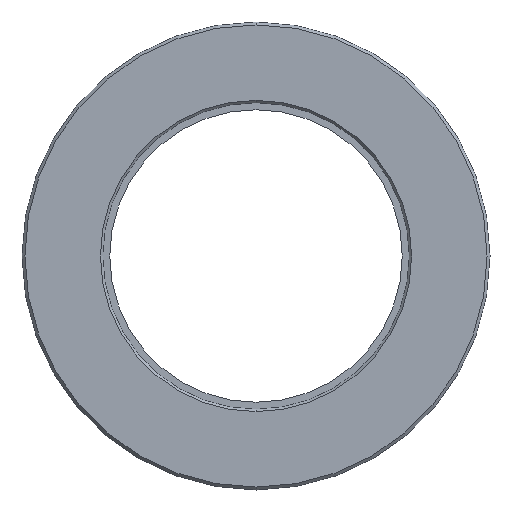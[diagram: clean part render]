
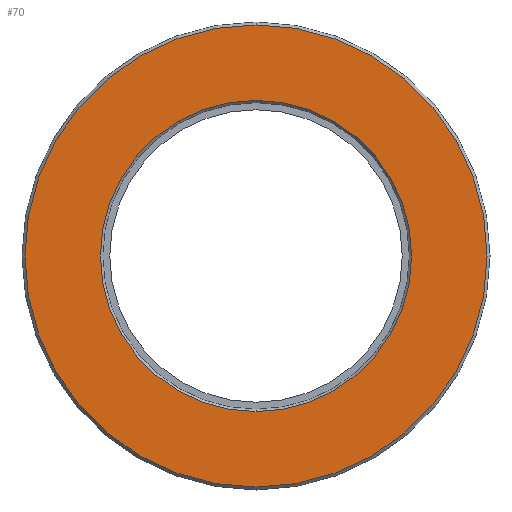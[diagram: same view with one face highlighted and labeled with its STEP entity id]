
A CAD part, front view. The second image highlights one B-rep face of the part: STEP entity #70.
In plain terms, the highlighted planar face has unit normal (0, -1, 0).
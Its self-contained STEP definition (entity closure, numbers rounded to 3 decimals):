
#14 = VERTEX_POINT ( 'NONE', #451 ) ;
#46 = CIRCLE ( 'NONE', #438, 19.75 ) ;
#48 = ORIENTED_EDGE ( 'NONE', *, *, #244, .T. ) ;
#69 = ORIENTED_EDGE ( 'NONE', *, *, #301, .T. ) ;
#70 = ADVANCED_FACE ( 'NONE', ( #105, #313 ), #268, .T. ) ;
#100 = VERTEX_POINT ( 'NONE', #349 ) ;
#105 = FACE_BOUND ( 'NONE', #205, .T. ) ;
#110 = DIRECTION ( 'NONE',  ( 0., 0., -1. ) ) ;
#128 = VERTEX_POINT ( 'NONE', #335 ) ;
#147 = CIRCLE ( 'NONE', #361, 13.3 ) ;
#148 = EDGE_LOOP ( 'NONE', ( #69, #305 ) ) ;
#150 = ORIENTED_EDGE ( 'NONE', *, *, #435, .T. ) ;
#161 = AXIS2_PLACEMENT_3D ( 'NONE', #425, #493, #540 ) ;
#184 = CIRCLE ( 'NONE', #225, 13.3 ) ;
#201 = CARTESIAN_POINT ( 'NONE',  ( 0., 0., 0. ) ) ;
#205 = EDGE_LOOP ( 'NONE', ( #150, #48 ) ) ;
#208 = CARTESIAN_POINT ( 'NONE',  ( 0., 0., -19.75 ) ) ;
#210 = DIRECTION ( 'NONE',  ( 0., -1., 0. ) ) ;
#225 = AXIS2_PLACEMENT_3D ( 'NONE', #201, #481, #241 ) ;
#230 = CARTESIAN_POINT ( 'NONE',  ( 0., 0., 0. ) ) ;
#241 = DIRECTION ( 'NONE',  ( 0., 0., -1. ) ) ;
#244 = EDGE_CURVE ( 'NONE', #100, #128, #147, .T. ) ;
#268 = PLANE ( 'NONE',  #161 ) ;
#277 = DIRECTION ( 'NONE',  ( 0., 0., -1. ) ) ;
#301 = EDGE_CURVE ( 'NONE', #14, #517, #46, .T. ) ;
#305 = ORIENTED_EDGE ( 'NONE', *, *, #539, .T. ) ;
#313 = FACE_OUTER_BOUND ( 'NONE', #148, .T. ) ;
#335 = CARTESIAN_POINT ( 'NONE',  ( 0., 0., -13.3 ) ) ;
#349 = CARTESIAN_POINT ( 'NONE',  ( 0., 0., 13.3 ) ) ;
#361 = AXIS2_PLACEMENT_3D ( 'NONE', #489, #375, #110 ) ;
#375 = DIRECTION ( 'NONE',  ( 0., 1., 0. ) ) ;
#400 = AXIS2_PLACEMENT_3D ( 'NONE', #448, #210, #488 ) ;
#425 = CARTESIAN_POINT ( 'NONE',  ( -13.1, 0., 0. ) ) ;
#435 = EDGE_CURVE ( 'NONE', #128, #100, #184, .T. ) ;
#438 = AXIS2_PLACEMENT_3D ( 'NONE', #230, #513, #277 ) ;
#448 = CARTESIAN_POINT ( 'NONE',  ( 0., 0., 0. ) ) ;
#451 = CARTESIAN_POINT ( 'NONE',  ( 0., 0., 19.75 ) ) ;
#481 = DIRECTION ( 'NONE',  ( 0., 1., 0. ) ) ;
#488 = DIRECTION ( 'NONE',  ( 0., 0., -1. ) ) ;
#489 = CARTESIAN_POINT ( 'NONE',  ( 0., 0., 0. ) ) ;
#493 = DIRECTION ( 'NONE',  ( 0., -1., 0. ) ) ;
#513 = DIRECTION ( 'NONE',  ( 0., -1., 0. ) ) ;
#517 = VERTEX_POINT ( 'NONE', #208 ) ;
#537 = CIRCLE ( 'NONE', #400, 19.75 ) ;
#539 = EDGE_CURVE ( 'NONE', #517, #14, #537, .T. ) ;
#540 = DIRECTION ( 'NONE',  ( 0., 0., -1. ) ) ;
